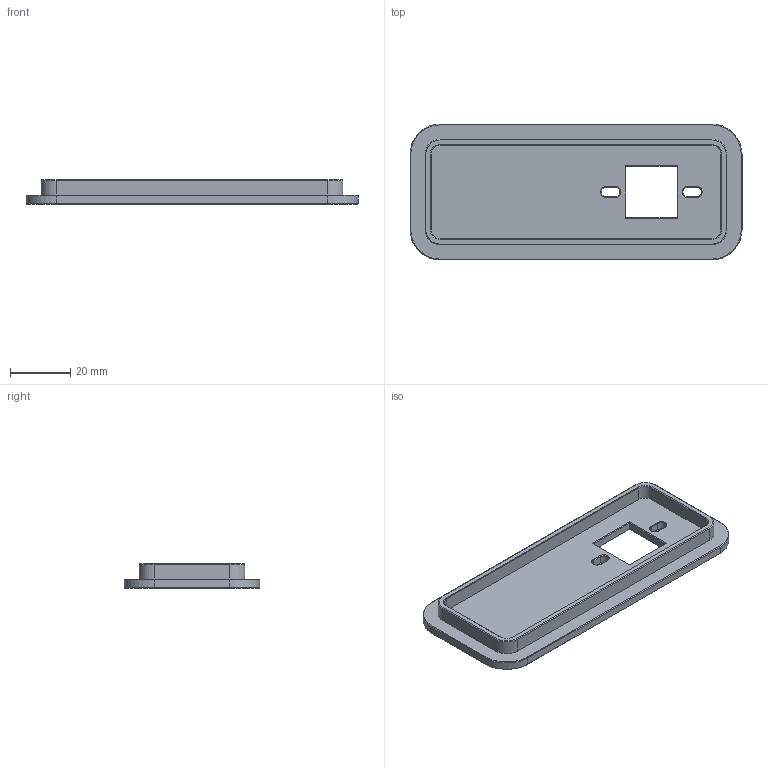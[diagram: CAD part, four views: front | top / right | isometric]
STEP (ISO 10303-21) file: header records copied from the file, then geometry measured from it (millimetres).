
FILE_DESCRIPTION(/* description */ (''),/* implementation_level */ '2;1');
FILE_NAME(/* name */ 'Cable Blank RJ45.step',/* time_stamp */ '2019-07-31T13:24:47+01:00',/* author */ (''),/* organization */ (''),/* preprocessor_version */ 'ST-DEVELOPER v18',/* originating_system */ 'Autodesk Translation Framework v8.2.0.1029',/* authorisation */ '');
FILE_SCHEMA (('AUTOMOTIVE_DESIGN { 1 0 10303 214 3 1 1 }'));
Length unit declared in the file: millimetre
Products named in the file (2): Cable Blank RJ45; Cable Blank RJ45_1
Assembly tree (1 placements, depth 2):
  Cable Blank RJ45
    Cable Blank RJ45_1
Bounding box: 110 x 45 x 8 mm (x, y, z)
Volume: 16130.4 mm3; surface area: 12620.4 mm2
Topology: 1 solids, 1 shells, 96 faces, 220 edges, 128 vertices
Faces by surface type: plane 56, cone 24, cylinder 16
Entity records: 2713 total; most frequent: DIRECTION 476, CARTESIAN_POINT 448, ORIENTED_EDGE 440, EDGE_CURVE 220, LINE 164, VECTOR 164, AXIS2_PLACEMENT_3D 156, VERTEX_POINT 128
